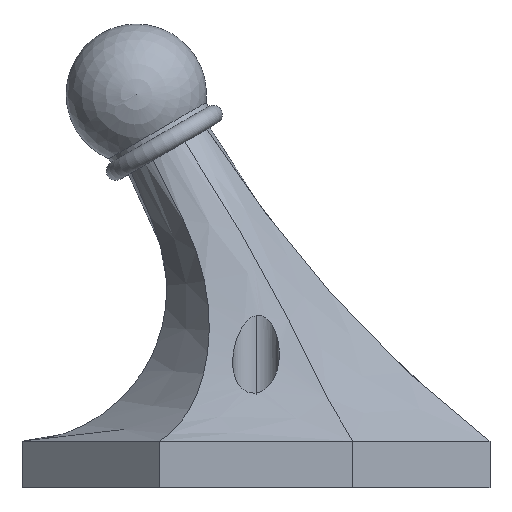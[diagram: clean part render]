
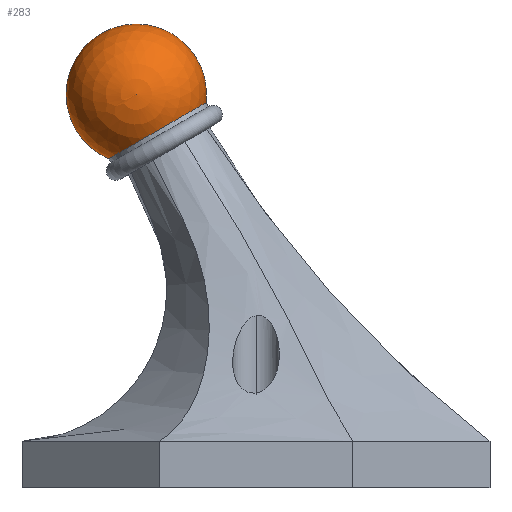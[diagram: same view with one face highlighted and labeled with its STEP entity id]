
A CAD part, left-side view. The second image highlights one B-rep face of the part: STEP entity #283.
In plain terms, the highlighted spherical face has radius 7.5 mm.
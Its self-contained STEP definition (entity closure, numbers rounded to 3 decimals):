
#7 = EDGE_CURVE ( 'NONE', #1249, #715, #1312, .T. ) ;
#11 = CARTESIAN_POINT ( 'NONE',  ( 0., 15.734, 35.176 ) ) ;
#16 = EDGE_CURVE ( 'NONE', #236, #1249, #594, .T. ) ;
#232 = DIRECTION ( 'NONE',  ( 0., 1., 0. ) ) ;
#236 = VERTEX_POINT ( 'NONE', #750 ) ;
#260 = SPHERICAL_SURFACE ( 'NONE', #985, 7.5 ) ;
#283 = ADVANCED_FACE ( 'NONE', ( #376 ), #260, .T. ) ;
#304 = EDGE_LOOP ( 'NONE', ( #697, #390, #717 ) ) ;
#313 = CARTESIAN_POINT ( 'NONE',  ( 0., 12.788, 42.073 ) ) ;
#376 = FACE_OUTER_BOUND ( 'NONE', #304, .T. ) ;
#390 = ORIENTED_EDGE ( 'NONE', *, *, #980, .T. ) ;
#436 = CARTESIAN_POINT ( 'NONE',  ( 0., 10.538, 38.176 ) ) ;
#594 = CIRCLE ( 'NONE', #1574, 7.5 ) ;
#595 = CARTESIAN_POINT ( 'NONE',  ( 0., 5.342, 41.176 ) ) ;
#697 = ORIENTED_EDGE ( 'NONE', *, *, #16, .F. ) ;
#715 = VERTEX_POINT ( 'NONE', #11 ) ;
#717 = ORIENTED_EDGE ( 'NONE', *, *, #7, .F. ) ;
#742 = DIRECTION ( 'NONE',  ( 1., 0., 0. ) ) ;
#750 = CARTESIAN_POINT ( 'NONE',  ( 0., 16.538, 48.568 ) ) ;
#752 = AXIS2_PLACEMENT_3D ( 'NONE', #826, #1609, #1531 ) ;
#826 = CARTESIAN_POINT ( 'NONE',  ( 0., 12.788, 42.073 ) ) ;
#919 = DIRECTION ( 'NONE',  ( 1., 0., 0. ) ) ;
#980 = EDGE_CURVE ( 'NONE', #236, #715, #1474, .T. ) ;
#985 = AXIS2_PLACEMENT_3D ( 'NONE', #1121, #742, #1261 ) ;
#1047 = DIRECTION ( 'NONE',  ( 0., -0.5, -0.866 ) ) ;
#1121 = CARTESIAN_POINT ( 'NONE',  ( 0., 12.788, 42.073 ) ) ;
#1249 = VERTEX_POINT ( 'NONE', #595 ) ;
#1261 = DIRECTION ( 'NONE',  ( 0., 0.866, -0.5 ) ) ;
#1312 = CIRCLE ( 'NONE', #1449, 6. ) ;
#1449 = AXIS2_PLACEMENT_3D ( 'NONE', #436, #1047, #1555 ) ;
#1474 = CIRCLE ( 'NONE', #752, 7.5 ) ;
#1531 = DIRECTION ( 'NONE',  ( 0., 0., 1. ) ) ;
#1555 = DIRECTION ( 'NONE',  ( 0., 0.866, -0.5 ) ) ;
#1574 = AXIS2_PLACEMENT_3D ( 'NONE', #313, #919, #232 ) ;
#1609 = DIRECTION ( 'NONE',  ( -1., 0., 0. ) ) ;
